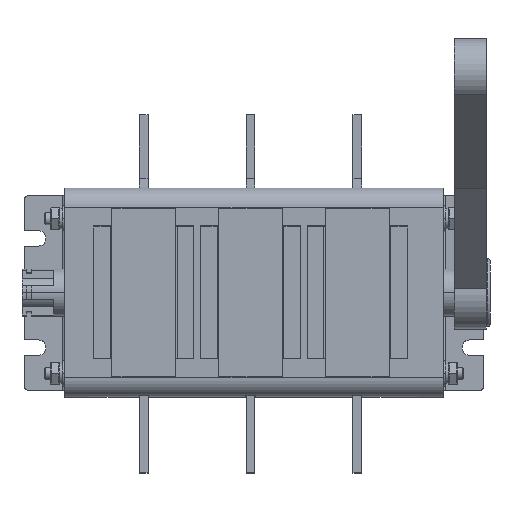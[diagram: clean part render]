
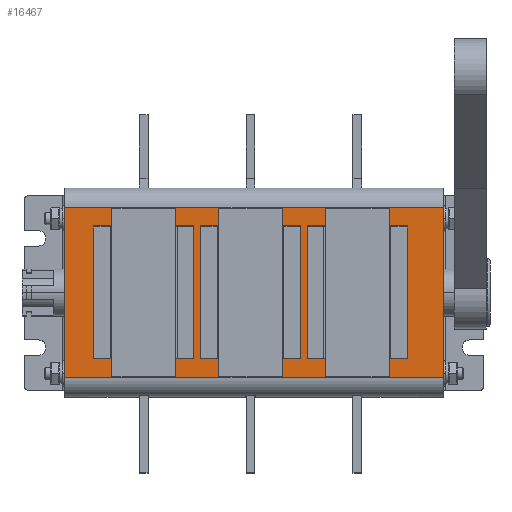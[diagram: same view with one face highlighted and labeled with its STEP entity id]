
A CAD part, top view. The second image highlights one B-rep face of the part: STEP entity #16467.
In plain terms, the highlighted planar face has unit normal (0, 0, 1).
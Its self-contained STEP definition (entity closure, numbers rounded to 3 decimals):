
#12 = AXIS2_PLACEMENT_3D ( 'NONE', #904, #12149, #19311 ) ;
#83 = CARTESIAN_POINT ( 'NONE',  ( -86.9, 38.9, 148.95 ) ) ;
#175 = VERTEX_POINT ( 'NONE', #19009 ) ;
#180 = LINE ( 'NONE', #7579, #10925 ) ;
#235 = CARTESIAN_POINT ( 'NONE',  ( 86.9, 38.9, 148.95 ) ) ;
#308 = ORIENTED_EDGE ( 'NONE', *, *, #17923, .F. ) ;
#354 = CARTESIAN_POINT ( 'NONE',  ( 24.4, -30.5, 148.95 ) ) ;
#372 = VERTEX_POINT ( 'NONE', #670 ) ;
#436 = EDGE_CURVE ( 'NONE', #18672, #12033, #180, .T. ) ;
#442 = VECTOR ( 'NONE', #17605, 1000. ) ;
#666 = LINE ( 'NONE', #8295, #12428 ) ;
#670 = CARTESIAN_POINT ( 'NONE',  ( -86.9, -38.9, 148.95 ) ) ;
#780 = FACE_OUTER_BOUND ( 'NONE', #4806, .T. ) ;
#904 = CARTESIAN_POINT ( 'NONE',  ( 225.311, -47.9, 148.95 ) ) ;
#1003 = ORIENTED_EDGE ( 'NONE', *, *, #18204, .F. ) ;
#1085 = DIRECTION ( 'NONE',  ( 1., 0., 0. ) ) ;
#1210 = EDGE_LOOP ( 'NONE', ( #19556, #17770, #21959, #14469 ) ) ;
#1416 = DIRECTION ( 'NONE',  ( 1., 0., 0. ) ) ;
#1861 = LINE ( 'NONE', #22300, #6376 ) ;
#1951 = VERTEX_POINT ( 'NONE', #10636 ) ;
#2418 = CARTESIAN_POINT ( 'NONE',  ( -24.6, 30.5, 148.95 ) ) ;
#2821 = EDGE_CURVE ( 'NONE', #12033, #11376, #23073, .T. ) ;
#2884 = DIRECTION ( 'NONE',  ( 0., -1., 0. ) ) ;
#2910 = DIRECTION ( 'NONE',  ( 0., 1., 0. ) ) ;
#3027 = LINE ( 'NONE', #3140, #22885 ) ;
#3140 = CARTESIAN_POINT ( 'NONE',  ( 70.4, -30.5, 148.95 ) ) ;
#3334 = VECTOR ( 'NONE', #13600, 1000. ) ;
#3443 = CARTESIAN_POINT ( 'NONE',  ( -86.9, -47.9, 148.95 ) ) ;
#4014 = VERTEX_POINT ( 'NONE', #83 ) ;
#4156 = DIRECTION ( 'NONE',  ( 0., 1., 0. ) ) ;
#4290 = ORIENTED_EDGE ( 'NONE', *, *, #22604, .F. ) ;
#4645 = CARTESIAN_POINT ( 'NONE',  ( 86.9, -47.9, 148.95 ) ) ;
#4785 = FACE_BOUND ( 'NONE', #1210, .T. ) ;
#4806 = EDGE_LOOP ( 'NONE', ( #6588, #17643, #14069, #14648 ) ) ;
#4870 = EDGE_CURVE ( 'NONE', #22810, #10093, #12526, .T. ) ;
#5034 = VERTEX_POINT ( 'NONE', #10473 ) ;
#5122 = VERTEX_POINT ( 'NONE', #7197 ) ;
#5161 = VECTOR ( 'NONE', #7589, 1000. ) ;
#5186 = LINE ( 'NONE', #9055, #6138 ) ;
#5495 = CARTESIAN_POINT ( 'NONE',  ( -24.6, 30.5, 148.95 ) ) ;
#6138 = VECTOR ( 'NONE', #1416, 1000. ) ;
#6376 = VECTOR ( 'NONE', #13343, 1000. ) ;
#6588 = ORIENTED_EDGE ( 'NONE', *, *, #21581, .T. ) ;
#7197 = CARTESIAN_POINT ( 'NONE',  ( 86.9, -38.9, 148.95 ) ) ;
#7579 = CARTESIAN_POINT ( 'NONE',  ( 24.4, 30.5, 148.95 ) ) ;
#7589 = DIRECTION ( 'NONE',  ( 1., 0., 0. ) ) ;
#7632 = CARTESIAN_POINT ( 'NONE',  ( -24.6, -30.5, 148.95 ) ) ;
#8038 = LINE ( 'NONE', #15777, #3334 ) ;
#8039 = FACE_BOUND ( 'NONE', #16288, .T. ) ;
#8071 = CARTESIAN_POINT ( 'NONE',  ( 24.4, -30.5, 148.95 ) ) ;
#8173 = DIRECTION ( 'NONE',  ( 0., -1., 0. ) ) ;
#8292 = EDGE_CURVE ( 'NONE', #15631, #18839, #666, .T. ) ;
#8295 = CARTESIAN_POINT ( 'NONE',  ( -24.6, -30.5, 148.95 ) ) ;
#8811 = CARTESIAN_POINT ( 'NONE',  ( 21.4, 30.5, 148.95 ) ) ;
#9055 = CARTESIAN_POINT ( 'NONE',  ( -73.6, -30.5, 148.95 ) ) ;
#9602 = LINE ( 'NONE', #4645, #13812 ) ;
#9720 = VECTOR ( 'NONE', #10717, 1000. ) ;
#10093 = VERTEX_POINT ( 'NONE', #14533 ) ;
#10271 = LINE ( 'NONE', #17666, #20518 ) ;
#10329 = LINE ( 'NONE', #3443, #12594 ) ;
#10333 = LINE ( 'NONE', #13281, #19793 ) ;
#10473 = CARTESIAN_POINT ( 'NONE',  ( -27.6, -30.5, 148.95 ) ) ;
#10636 = CARTESIAN_POINT ( 'NONE',  ( -27.6, 30.5, 148.95 ) ) ;
#10685 = EDGE_CURVE ( 'NONE', #18839, #23403, #20655, .T. ) ;
#10717 = DIRECTION ( 'NONE',  ( 0., -1., 0. ) ) ;
#10891 = CARTESIAN_POINT ( 'NONE',  ( 21.4, -30.5, 148.95 ) ) ;
#10925 = VECTOR ( 'NONE', #22345, 1000. ) ;
#11055 = LINE ( 'NONE', #5495, #12165 ) ;
#11376 = VERTEX_POINT ( 'NONE', #354 ) ;
#11522 = DIRECTION ( 'NONE',  ( -1., 0., 0. ) ) ;
#12033 = VERTEX_POINT ( 'NONE', #21854 ) ;
#12149 = DIRECTION ( 'NONE',  ( 0., 0., -1. ) ) ;
#12165 = VECTOR ( 'NONE', #11522, 1000. ) ;
#12387 = EDGE_CURVE ( 'NONE', #23403, #22616, #8038, .T. ) ;
#12428 = VECTOR ( 'NONE', #8173, 1000. ) ;
#12441 = EDGE_CURVE ( 'NONE', #372, #4014, #10329, .T. ) ;
#12526 = LINE ( 'NONE', #19800, #9720 ) ;
#12594 = VECTOR ( 'NONE', #21831, 1000. ) ;
#12814 = EDGE_CURVE ( 'NONE', #11376, #175, #10271, .T. ) ;
#13281 = CARTESIAN_POINT ( 'NONE',  ( 225.311, 38.9, 148.95 ) ) ;
#13343 = DIRECTION ( 'NONE',  ( 1., 0., 0. ) ) ;
#13383 = CARTESIAN_POINT ( 'NONE',  ( -73.6, 30.5, 148.95 ) ) ;
#13592 = EDGE_CURVE ( 'NONE', #1951, #22810, #14457, .T. ) ;
#13600 = DIRECTION ( 'NONE',  ( 0., 1., 0. ) ) ;
#13812 = VECTOR ( 'NONE', #4156, 1000. ) ;
#14069 = ORIENTED_EDGE ( 'NONE', *, *, #12441, .F. ) ;
#14457 = LINE ( 'NONE', #14571, #19796 ) ;
#14469 = ORIENTED_EDGE ( 'NONE', *, *, #8292, .F. ) ;
#14533 = CARTESIAN_POINT ( 'NONE',  ( -73.6, -30.5, 148.95 ) ) ;
#14571 = CARTESIAN_POINT ( 'NONE',  ( -73.6, 30.5, 148.95 ) ) ;
#14648 = ORIENTED_EDGE ( 'NONE', *, *, #18504, .T. ) ;
#14958 = VECTOR ( 'NONE', #2884, 1000. ) ;
#15056 = ORIENTED_EDGE ( 'NONE', *, *, #2821, .F. ) ;
#15458 = ORIENTED_EDGE ( 'NONE', *, *, #436, .F. ) ;
#15631 = VERTEX_POINT ( 'NONE', #2418 ) ;
#15777 = CARTESIAN_POINT ( 'NONE',  ( 21.4, -30.5, 148.95 ) ) ;
#16288 = EDGE_LOOP ( 'NONE', ( #22579, #1003, #4290, #23831 ) ) ;
#16467 = ADVANCED_FACE ( 'NONE', ( #8039, #17362, #4785, #780 ), #21111, .F. ) ;
#17362 = FACE_BOUND ( 'NONE', #17503, .T. ) ;
#17503 = EDGE_LOOP ( 'NONE', ( #15458, #308, #19126, #15056 ) ) ;
#17605 = DIRECTION ( 'NONE',  ( 0., 1., 0. ) ) ;
#17643 = ORIENTED_EDGE ( 'NONE', *, *, #18159, .T. ) ;
#17666 = CARTESIAN_POINT ( 'NONE',  ( 24.4, -30.5, 148.95 ) ) ;
#17770 = ORIENTED_EDGE ( 'NONE', *, *, #12387, .F. ) ;
#17923 = EDGE_CURVE ( 'NONE', #175, #18672, #3027, .T. ) ;
#18159 = EDGE_CURVE ( 'NONE', #18796, #4014, #10333, .T. ) ;
#18204 = EDGE_CURVE ( 'NONE', #5034, #1951, #20665, .T. ) ;
#18481 = EDGE_CURVE ( 'NONE', #22616, #15631, #11055, .T. ) ;
#18504 = EDGE_CURVE ( 'NONE', #372, #5122, #1861, .T. ) ;
#18672 = VERTEX_POINT ( 'NONE', #19998 ) ;
#18796 = VERTEX_POINT ( 'NONE', #235 ) ;
#18839 = VERTEX_POINT ( 'NONE', #7632 ) ;
#19009 = CARTESIAN_POINT ( 'NONE',  ( 70.4, -30.5, 148.95 ) ) ;
#19126 = ORIENTED_EDGE ( 'NONE', *, *, #12814, .F. ) ;
#19311 = DIRECTION ( 'NONE',  ( -1., 0., 0. ) ) ;
#19556 = ORIENTED_EDGE ( 'NONE', *, *, #18481, .F. ) ;
#19793 = VECTOR ( 'NONE', #23160, 1000. ) ;
#19796 = VECTOR ( 'NONE', #23394, 1000. ) ;
#19800 = CARTESIAN_POINT ( 'NONE',  ( -73.6, -30.5, 148.95 ) ) ;
#19998 = CARTESIAN_POINT ( 'NONE',  ( 70.4, 30.5, 148.95 ) ) ;
#20518 = VECTOR ( 'NONE', #1085, 1000. ) ;
#20655 = LINE ( 'NONE', #22114, #5161 ) ;
#20665 = LINE ( 'NONE', #20906, #442 ) ;
#20906 = CARTESIAN_POINT ( 'NONE',  ( -27.6, -30.5, 148.95 ) ) ;
#21111 = PLANE ( 'NONE',  #12 ) ;
#21581 = EDGE_CURVE ( 'NONE', #5122, #18796, #9602, .T. ) ;
#21831 = DIRECTION ( 'NONE',  ( 0., 1., 0. ) ) ;
#21854 = CARTESIAN_POINT ( 'NONE',  ( 24.4, 30.5, 148.95 ) ) ;
#21959 = ORIENTED_EDGE ( 'NONE', *, *, #10685, .F. ) ;
#22114 = CARTESIAN_POINT ( 'NONE',  ( -24.6, -30.5, 148.95 ) ) ;
#22300 = CARTESIAN_POINT ( 'NONE',  ( 225.311, -38.9, 148.95 ) ) ;
#22345 = DIRECTION ( 'NONE',  ( -1., 0., 0. ) ) ;
#22579 = ORIENTED_EDGE ( 'NONE', *, *, #13592, .F. ) ;
#22604 = EDGE_CURVE ( 'NONE', #10093, #5034, #5186, .T. ) ;
#22616 = VERTEX_POINT ( 'NONE', #8811 ) ;
#22810 = VERTEX_POINT ( 'NONE', #13383 ) ;
#22885 = VECTOR ( 'NONE', #2910, 1000. ) ;
#23073 = LINE ( 'NONE', #8071, #14958 ) ;
#23160 = DIRECTION ( 'NONE',  ( -1., 0., 0. ) ) ;
#23394 = DIRECTION ( 'NONE',  ( -1., 0., 0. ) ) ;
#23403 = VERTEX_POINT ( 'NONE', #10891 ) ;
#23831 = ORIENTED_EDGE ( 'NONE', *, *, #4870, .F. ) ;
